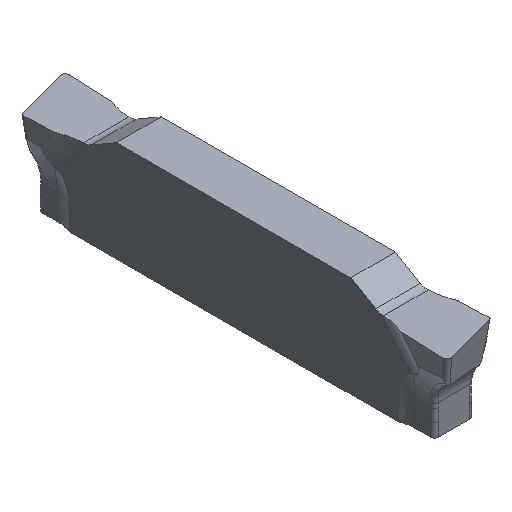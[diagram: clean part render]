
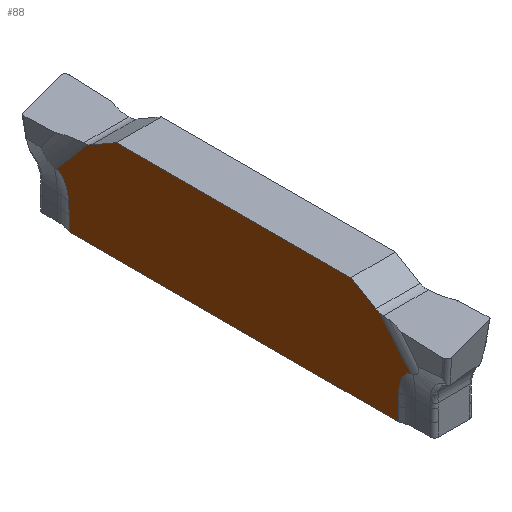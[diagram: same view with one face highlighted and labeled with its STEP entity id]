
A CAD part, isometric view. The second image highlights one B-rep face of the part: STEP entity #88.
In plain terms, the highlighted planar face has unit normal (-1, 0, 0).
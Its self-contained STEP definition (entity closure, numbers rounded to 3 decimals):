
#88=ADVANCED_FACE('',(#180),#156,.T.);
#156=PLANE('',#1415);
#180=FACE_OUTER_BOUND('',#248,.T.);
#248=EDGE_LOOP('',(#319,#320,#321,#322,#323,#324,#325,#326,#327,#328,#329,
#330,#331,#332));
#319=ORIENTED_EDGE('',*,*,#787,.F.);
#320=ORIENTED_EDGE('',*,*,#788,.T.);
#321=ORIENTED_EDGE('',*,*,#789,.F.);
#322=ORIENTED_EDGE('',*,*,#790,.T.);
#323=ORIENTED_EDGE('',*,*,#791,.T.);
#324=ORIENTED_EDGE('',*,*,#792,.T.);
#325=ORIENTED_EDGE('',*,*,#786,.F.);
#326=ORIENTED_EDGE('',*,*,#793,.T.);
#327=ORIENTED_EDGE('',*,*,#794,.F.);
#328=ORIENTED_EDGE('',*,*,#795,.F.);
#329=ORIENTED_EDGE('',*,*,#796,.F.);
#330=ORIENTED_EDGE('',*,*,#797,.F.);
#331=ORIENTED_EDGE('',*,*,#798,.F.);
#332=ORIENTED_EDGE('',*,*,#799,.T.);
#672=VERTEX_POINT('',#1936);
#674=VERTEX_POINT('',#1940);
#675=VERTEX_POINT('',#1944);
#676=VERTEX_POINT('',#1945);
#677=VERTEX_POINT('',#1950);
#678=VERTEX_POINT('',#1963);
#679=VERTEX_POINT('',#1965);
#680=VERTEX_POINT('',#1967);
#681=VERTEX_POINT('',#1970);
#682=VERTEX_POINT('',#1972);
#683=VERTEX_POINT('',#1974);
#684=VERTEX_POINT('',#1987);
#685=VERTEX_POINT('',#1992);
#686=VERTEX_POINT('',#1994);
#786=EDGE_CURVE('',#674,#672,#1167,.T.);
#787=EDGE_CURVE('',#675,#676,#1168,.T.);
#788=EDGE_CURVE('',#675,#677,#973,.T.);
#789=EDGE_CURVE('',#678,#677,#974,.T.);
#790=EDGE_CURVE('',#678,#679,#1169,.T.);
#791=EDGE_CURVE('',#679,#680,#1035,.T.);
#792=EDGE_CURVE('',#680,#672,#1170,.T.);
#793=EDGE_CURVE('',#674,#681,#1171,.T.);
#794=EDGE_CURVE('',#682,#681,#1036,.T.);
#795=EDGE_CURVE('',#683,#682,#1172,.T.);
#796=EDGE_CURVE('',#684,#683,#975,.T.);
#797=EDGE_CURVE('',#685,#684,#976,.T.);
#798=EDGE_CURVE('',#686,#685,#1173,.T.);
#799=EDGE_CURVE('',#686,#676,#1174,.T.);
#973=B_SPLINE_CURVE_WITH_KNOTS('',3,(#1946,#1947,#1948,#1949),
 .UNSPECIFIED.,.F.,.F.,(4,4),(0.,1.),.UNSPECIFIED.);
#974=B_SPLINE_CURVE_WITH_KNOTS('',3,(#1951,#1952,#1953,#1954,#1955,#1956,
#1957,#1958,#1959,#1960,#1961,#1962),.UNSPECIFIED.,.F.,.F.,(4,1,1,1,1,1,
1,1,1,4),(0.,0.111,0.222,0.333,0.444,
0.556,0.667,0.778,0.889,1.),
 .UNSPECIFIED.);
#975=B_SPLINE_CURVE_WITH_KNOTS('',3,(#1975,#1976,#1977,#1978,#1979,#1980,
#1981,#1982,#1983,#1984,#1985,#1986),.UNSPECIFIED.,.F.,.F.,(4,1,1,1,1,1,
1,1,1,4),(0.,0.111,0.222,0.333,0.444,
0.556,0.667,0.778,0.889,1.),
 .UNSPECIFIED.);
#976=B_SPLINE_CURVE_WITH_KNOTS('',3,(#1988,#1989,#1990,#1991),
 .UNSPECIFIED.,.F.,.F.,(4,4),(0.,1.),.UNSPECIFIED.);
#1035=CIRCLE('',#1413,0.8);
#1036=CIRCLE('',#1414,0.8);
#1167=LINE('',#1941,#1255);
#1168=LINE('',#1943,#1256);
#1169=LINE('',#1964,#1257);
#1170=LINE('',#1968,#1258);
#1171=LINE('',#1969,#1259);
#1172=LINE('',#1973,#1260);
#1173=LINE('',#1993,#1261);
#1174=LINE('',#1995,#1262);
#1255=VECTOR('',#1551,1.);
#1256=VECTOR('',#1554,1.);
#1257=VECTOR('',#1555,1.);
#1258=VECTOR('',#1558,1.);
#1259=VECTOR('',#1559,1.);
#1260=VECTOR('',#1562,1.);
#1261=VECTOR('',#1563,1.);
#1262=VECTOR('',#1564,1.);
#1413=AXIS2_PLACEMENT_3D('',#1966,#1556,#1557);
#1414=AXIS2_PLACEMENT_3D('',#1971,#1560,#1561);
#1415=AXIS2_PLACEMENT_3D('',#1996,#1565,#1566);
#1551=DIRECTION('',(0.,-1.,0.));
#1554=DIRECTION('',(0.,0.,-1.));
#1555=DIRECTION('',(0.,0.643,0.766));
#1556=DIRECTION('',(1.,0.,0.));
#1557=DIRECTION('',(0.,0.245,-0.969));
#1558=DIRECTION('',(0.,0.866,0.5));
#1559=DIRECTION('',(0.,0.866,-0.5));
#1560=DIRECTION('',(-1.,0.,0.));
#1561=DIRECTION('',(0.,-0.245,-0.969));
#1562=DIRECTION('',(0.,-0.643,0.766));
#1563=DIRECTION('',(0.,0.,1.));
#1564=DIRECTION('',(0.,-1.,0.));
#1565=DIRECTION('',(-1.,0.,0.));
#1566=DIRECTION('',(0.,1.,0.));
#1936=CARTESIAN_POINT('',(-1.15,4.472,0.85));
#1940=CARTESIAN_POINT('',(-1.15,16.533,0.85));
#1941=CARTESIAN_POINT('',(-1.15,16.533,0.85));
#1943=CARTESIAN_POINT('',(-1.15,2.03,-3.651));
#1944=CARTESIAN_POINT('',(-1.15,2.03,-3.651));
#1945=CARTESIAN_POINT('',(-1.15,2.03,-4.35));
#1946=CARTESIAN_POINT('',(-1.15,2.03,-3.651));
#1947=CARTESIAN_POINT('',(-1.15,2.022,-3.45));
#1948=CARTESIAN_POINT('',(-1.15,2.013,-3.249));
#1949=CARTESIAN_POINT('',(-1.15,2.004,-3.048));
#1950=CARTESIAN_POINT('',(-1.15,2.004,-3.048));
#1951=CARTESIAN_POINT('',(-1.15,1.387,-1.876));
#1952=CARTESIAN_POINT('',(-1.15,1.416,-1.884));
#1953=CARTESIAN_POINT('',(-1.15,1.476,-1.906));
#1954=CARTESIAN_POINT('',(-1.15,1.569,-1.964));
#1955=CARTESIAN_POINT('',(-1.15,1.659,-2.046));
#1956=CARTESIAN_POINT('',(-1.15,1.746,-2.154));
#1957=CARTESIAN_POINT('',(-1.15,1.826,-2.289));
#1958=CARTESIAN_POINT('',(-1.15,1.895,-2.451));
#1959=CARTESIAN_POINT('',(-1.15,1.95,-2.635));
#1960=CARTESIAN_POINT('',(-1.15,1.988,-2.835));
#1961=CARTESIAN_POINT('',(-1.15,2.001,-2.975));
#1962=CARTESIAN_POINT('',(-1.15,2.004,-3.048));
#1963=CARTESIAN_POINT('',(-1.15,1.387,-1.876));
#1964=CARTESIAN_POINT('',(-1.15,1.387,-1.876));
#1965=CARTESIAN_POINT('',(-1.15,2.981,0.024));
#1966=CARTESIAN_POINT('',(-1.15,2.785,0.8));
#1967=CARTESIAN_POINT('',(-1.15,3.185,0.107));
#1968=CARTESIAN_POINT('',(-1.15,3.185,0.107));
#1969=CARTESIAN_POINT('',(-1.15,16.533,0.85));
#1970=CARTESIAN_POINT('',(-1.15,17.82,0.107));
#1971=CARTESIAN_POINT('',(-1.15,18.22,0.8));
#1972=CARTESIAN_POINT('',(-1.15,18.023,0.024));
#1973=CARTESIAN_POINT('',(-1.15,19.618,-1.876));
#1974=CARTESIAN_POINT('',(-1.15,19.618,-1.876));
#1975=CARTESIAN_POINT('',(-1.15,19.,-3.048));
#1976=CARTESIAN_POINT('',(-1.15,19.003,-2.976));
#1977=CARTESIAN_POINT('',(-1.15,19.016,-2.836));
#1978=CARTESIAN_POINT('',(-1.15,19.054,-2.636));
#1979=CARTESIAN_POINT('',(-1.15,19.109,-2.452));
#1980=CARTESIAN_POINT('',(-1.15,19.179,-2.29));
#1981=CARTESIAN_POINT('',(-1.15,19.258,-2.154));
#1982=CARTESIAN_POINT('',(-1.15,19.345,-2.046));
#1983=CARTESIAN_POINT('',(-1.15,19.435,-1.965));
#1984=CARTESIAN_POINT('',(-1.15,19.528,-1.906));
#1985=CARTESIAN_POINT('',(-1.15,19.588,-1.884));
#1986=CARTESIAN_POINT('',(-1.15,19.618,-1.876));
#1987=CARTESIAN_POINT('',(-1.15,19.,-3.048));
#1988=CARTESIAN_POINT('',(-1.15,18.974,-3.651));
#1989=CARTESIAN_POINT('',(-1.15,18.983,-3.45));
#1990=CARTESIAN_POINT('',(-1.15,18.991,-3.249));
#1991=CARTESIAN_POINT('',(-1.15,19.,-3.048));
#1992=CARTESIAN_POINT('',(-1.15,18.974,-3.651));
#1993=CARTESIAN_POINT('',(-1.15,18.974,-4.35));
#1994=CARTESIAN_POINT('',(-1.15,18.974,-4.35));
#1995=CARTESIAN_POINT('',(-1.15,18.974,-4.35));
#1996=CARTESIAN_POINT('',(-1.15,9.971,0.85));
